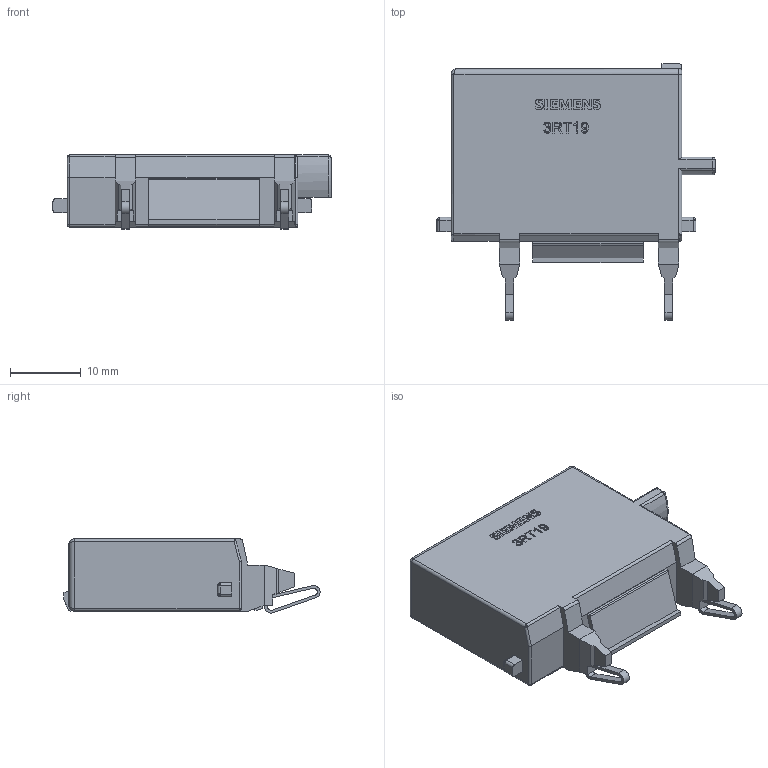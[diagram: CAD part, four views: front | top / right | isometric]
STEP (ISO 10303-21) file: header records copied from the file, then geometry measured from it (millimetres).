
FILE_DESCRIPTION (( 'STEP AP214' ), '1' );
FILE_NAME ('3RT1936.STEP', '2013-11-21T08:39:13', ( '' ), ( '' ), 'SwSTEP 2.0', 'SolidWorks 2013', '' );
FILE_SCHEMA (( 'AUTOMOTIVE_DESIGN' ));
Length unit declared in the file: millimetre
Products named in the file (1): 3RT1936
Bounding box: 39.3 x 36.22 x 10.49 mm (x, y, z)
Volume: 8415.6 mm3; surface area: 3329.2 mm2
Topology: 1 solids, 1 shells, 357 faces, 973 edges, 624 vertices
Faces by surface type: plane 203, bspline 87, cylinder 58, torus 7, sphere 2
Entity records: 17382 total; most frequent: CARTESIAN_POINT 6995, ORIENTED_EDGE 1924, DIRECTION 1341, EDGE_CURVE 962, LINE 677, VECTOR 677, VERTEX_POINT 624, EDGE_LOOP 378
